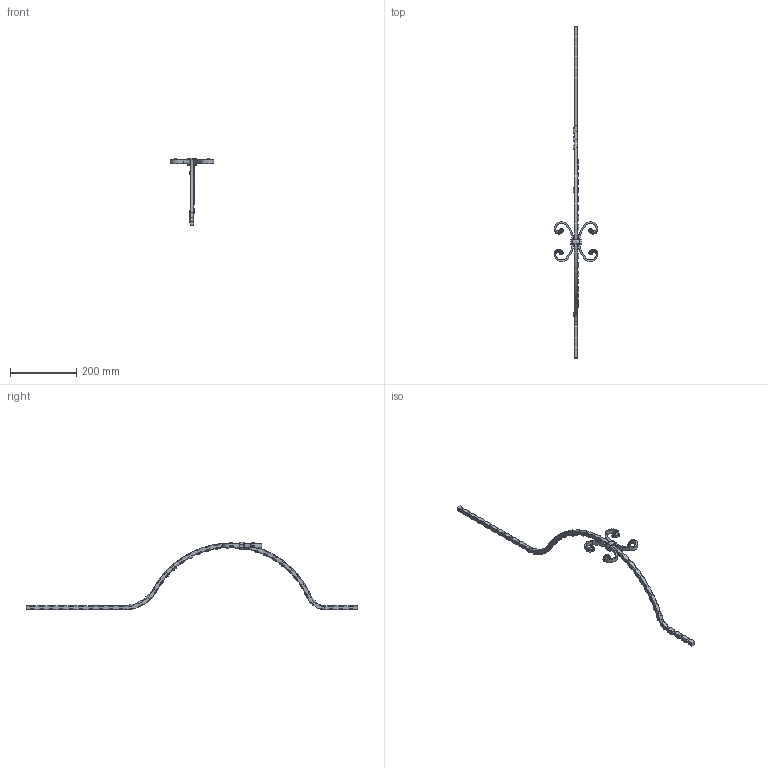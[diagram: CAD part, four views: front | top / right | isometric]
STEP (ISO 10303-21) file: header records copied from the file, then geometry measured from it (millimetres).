
FILE_DESCRIPTION (( 'STEP AP203' ), '1' );
FILE_NAME ('1700.STEP', '2023-02-15T13:46:05', ( '' ), ( '' ), 'SwSTEP 2.0', 'SolidWorks 2018', '' );
FILE_SCHEMA (( 'CONFIG_CONTROL_DESIGN' ));
Length unit declared in the file: millimetre
Products named in the file (4): 1700; 1700 Teil1_1700 Teil1; 1700 Teil3_1700 Teil3; 1700 Teil2_1700 Teil2
Assembly tree (4 placements, depth 2):
  1700
    1700 Teil1_1700 Teil1
    1700 Teil2_1700 Teil2  x2
    1700 Teil3_1700 Teil3
Bounding box: 132.07 x 1000 x 202.5 mm (x, y, z)
Volume: 196069.3 mm3; surface area: 78286.6 mm2
Topology: 4 solids, 4 shells, 521 faces, 1628 edges, 928 vertices
Faces by surface type: torus 188, plane 156, bspline 102, cylinder 75
Entity records: 24672 total; most frequent: CARTESIAN_POINT 12040, ORIENTED_EDGE 2696, DIRECTION 2470, EDGE_CURVE 1348, AXIS2_PLACEMENT_3D 988, VERTEX_POINT 884, CIRCLE 578, EDGE_LOOP 504
